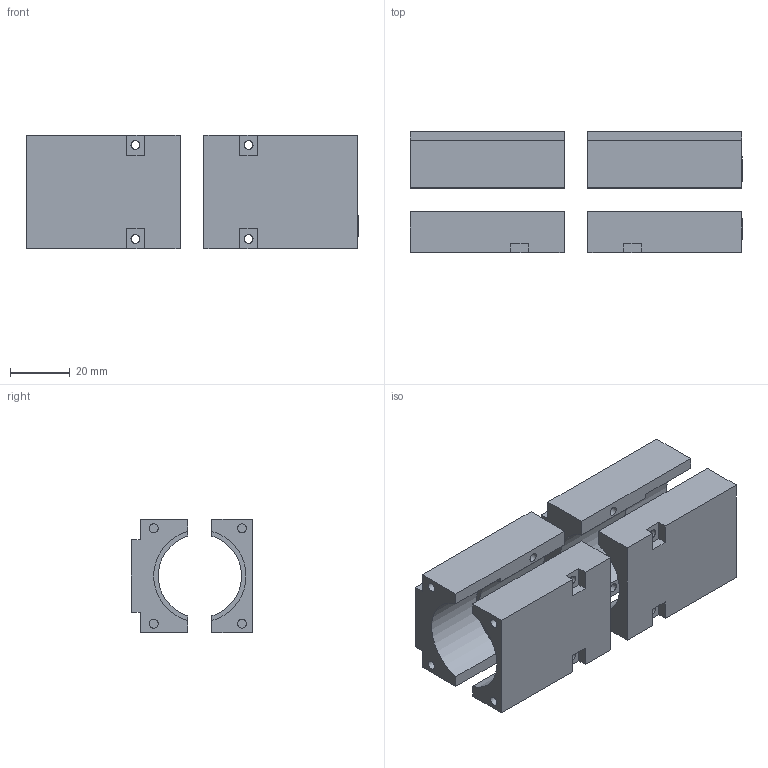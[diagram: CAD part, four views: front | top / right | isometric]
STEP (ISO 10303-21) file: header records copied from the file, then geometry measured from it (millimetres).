
FILE_DESCRIPTION(/* description */ (''),/* implementation_level */ '2;1');
FILE_NAME(/* name */ 'Soporte motor v2 v1.step',/* time_stamp */ '2024-07-10T10:33:21-03:00',/* author */ (''),/* organization */ (''),/* preprocessor_version */ 'ST-DEVELOPER v20',/* originating_system */ 'Autodesk Translation Framework v13.14.0.145',/* authorisation */ '');
FILE_SCHEMA (('AUTOMOTIVE_DESIGN { 1 0 10303 214 3 1 1 }'));
Length unit declared in the file: millimetre
Products named in the file (2): Soporte motor v2; agarreMotor
Assembly tree (1 placements, depth 2):
  Soporte motor v2
    agarreMotor
Bounding box: 111.5 x 40.7 x 38 mm (x, y, z)
Volume: 76233.8 mm3; surface area: 30395.6 mm2
Topology: 4 solids, 4 shells, 88 faces, 216 edges, 144 vertices
Faces by surface type: plane 64, cylinder 24
Full cylindrical faces by diameter (mm): 3 x16
Entity records: 2670 total; most frequent: CARTESIAN_POINT 451, DIRECTION 446, ORIENTED_EDGE 432, EDGE_CURVE 216, LINE 168, VECTOR 168, VERTEX_POINT 144, AXIS2_PLACEMENT_3D 139
